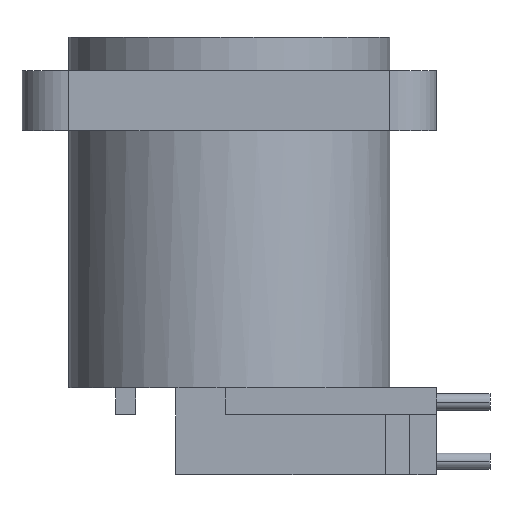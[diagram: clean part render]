
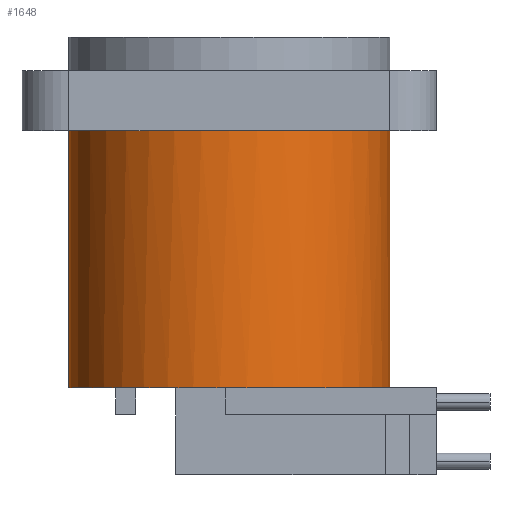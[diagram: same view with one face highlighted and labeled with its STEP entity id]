
A CAD part, left-side view. The second image highlights one B-rep face of the part: STEP entity #1648.
In plain terms, the highlighted cylindrical face has radius 12 mm (diameter 24 mm), a partial arc.
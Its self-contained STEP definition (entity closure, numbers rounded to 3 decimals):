
#522=CARTESIAN_POINT('',(0.,0.,-19.2));
#523=DIRECTION('',(0.,0.,-1.));
#524=DIRECTION('',(0.,-1.,0.));
#525=AXIS2_PLACEMENT_3D('',#522,#523,#524);
#527=CARTESIAN_POINT('',(0.,0.,-19.2));
#528=DIRECTION('',(0.,0.,1.));
#529=DIRECTION('',(0.,1.,0.));
#530=AXIS2_PLACEMENT_3D('',#527,#528,#529);
#532=DIRECTION('',(0.,0.,1.));
#533=VECTOR('',#532,19.2);
#534=CARTESIAN_POINT('',(0.,12.,-19.2));
#535=LINE('',#534,#533);
#536=DIRECTION('',(0.,0.,1.));
#537=VECTOR('',#536,19.2);
#538=CARTESIAN_POINT('',(0.,-12.,-19.2));
#539=LINE('',#538,#537);
#545=CARTESIAN_POINT('',(0.,0.,0.));
#546=DIRECTION('',(0.,0.,1.));
#547=DIRECTION('',(0.,1.,0.));
#548=AXIS2_PLACEMENT_3D('',#545,#546,#547);
#999=CARTESIAN_POINT('',(0.,12.,-19.2));
#1000=CARTESIAN_POINT('',(0.,12.,0.));
#1001=VERTEX_POINT('',#999);
#1002=VERTEX_POINT('',#1000);
#1027=CARTESIAN_POINT('',(0.,-12.,0.));
#1028=VERTEX_POINT('',#1027);
#1127=CARTESIAN_POINT('',(-8.5,-8.471,-19.2));
#1129=VERTEX_POINT('',#1127);
#1137=CARTESIAN_POINT('',(0.,-12.,-19.2));
#1138=VERTEX_POINT('',#1137);
#1635=CARTESIAN_POINT('',(0.,0.,8.31));
#1636=DIRECTION('',(0.,0.,-1.));
#1637=DIRECTION('',(0.,-1.,0.));
#1638=AXIS2_PLACEMENT_3D('',#1635,#1636,#1637);
#1639=CYLINDRICAL_SURFACE('',#1638,12.);
#1640=ORIENTED_EDGE('',*,*,#1614,.T.);
#1641=ORIENTED_EDGE('',*,*,#1256,.F.);
#1642=ORIENTED_EDGE('',*,*,#1629,.T.);
#1644=ORIENTED_EDGE('',*,*,#1643,.T.);
#1645=ORIENTED_EDGE('',*,*,#1625,.F.);
#1646=EDGE_LOOP('',(#1640,#1641,#1642,#1644,#1645));
#1647=FACE_OUTER_BOUND('',#1646,.F.);
#526=CIRCLE('',#525,12.);
#531=CIRCLE('',#530,12.);
#549=CIRCLE('',#548,12.);
#1256=EDGE_CURVE('',#1001,#1129,#531,.T.);
#1614=EDGE_CURVE('',#1138,#1129,#526,.T.);
#1625=EDGE_CURVE('',#1138,#1028,#539,.T.);
#1629=EDGE_CURVE('',#1001,#1002,#535,.T.);
#1643=EDGE_CURVE('',#1002,#1028,#549,.T.);
#1648=ADVANCED_FACE('',(#1647),#1639,.T.);
